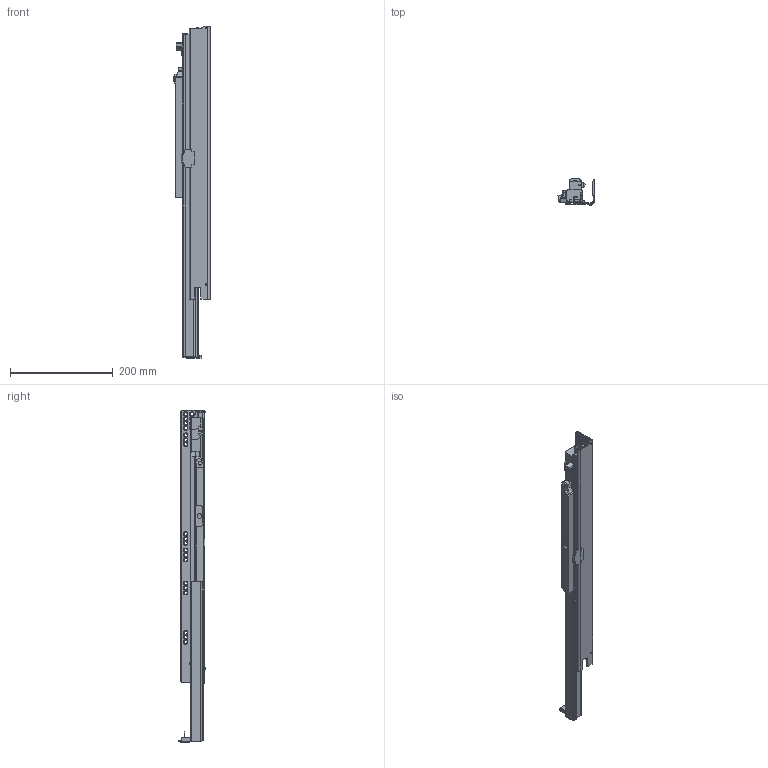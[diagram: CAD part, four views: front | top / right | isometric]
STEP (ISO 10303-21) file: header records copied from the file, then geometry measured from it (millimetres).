
FILE_DESCRIPTION (( 'STEP AP214' ), '1' );
FILE_NAME ('46077824.step', '2018-12-10T11:58:21', ( '' ), ( '' ), 'SwSTEP 2.0', 'SolidWorks 2014', '' );
FILE_SCHEMA (( 'AUTOMOTIVE_DESIGN' ));
Length unit declared in the file: millimetre
Products named in the file (3): bau0019189035_v(766H6500T); bau0022371186_v(T57.768M00.03); 46077824
Assembly tree (2 placements, depth 2):
  46077824
    bau0019189035_v(766H6500T)
    bau0022371186_v(T57.768M00.03)
Bounding box: 70.18 x 51.64 x 645.6 mm (x, y, z)
Volume: 589728.3 mm3; surface area: 194646.6 mm2
Topology: 2 solids, 2 shells, 321 faces, 863 edges, 555 vertices
Faces by surface type: plane 175, cylinder 98, cone 48
Entity records: 10908 total; most frequent: CARTESIAN_POINT 1786, DIRECTION 1748, ORIENTED_EDGE 1726, EDGE_CURVE 863, LINE 610, VECTOR 610, AXIS2_PLACEMENT_3D 569, VERTEX_POINT 555
